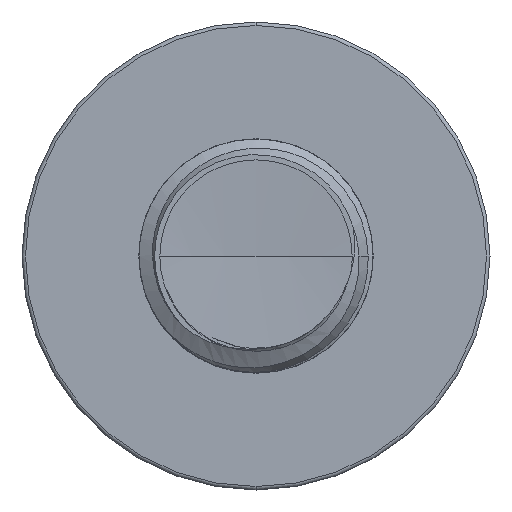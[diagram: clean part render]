
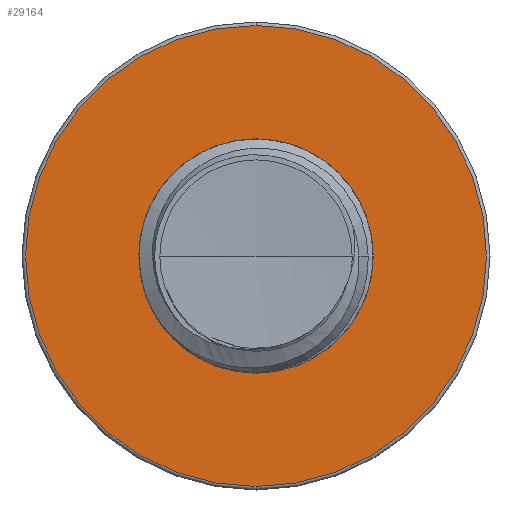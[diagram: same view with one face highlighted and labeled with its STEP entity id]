
A CAD part, front view. The second image highlights one B-rep face of the part: STEP entity #29164.
In plain terms, the highlighted planar face has unit normal (0, -1, 0).
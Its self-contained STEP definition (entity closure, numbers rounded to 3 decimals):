
#82 = DIRECTION ( 'NONE',  ( 0., 0., -1. ) ) ;
#2008 = DIRECTION ( 'NONE',  ( 0., -1., 0. ) ) ;
#3209 = CIRCLE ( 'NONE', #11613, 3.447 ) ;
#3562 = ORIENTED_EDGE ( 'NONE', *, *, #10905, .F. ) ;
#3997 = EDGE_LOOP ( 'NONE', ( #3562, #12225 ) ) ;
#4381 = DIRECTION ( 'NONE',  ( 0., 0., -1. ) ) ;
#4447 = DIRECTION ( 'NONE',  ( 0., -1., 0. ) ) ;
#4451 = CARTESIAN_POINT ( 'NONE',  ( 0., 10., 0. ) ) ;
#4840 = CARTESIAN_POINT ( 'NONE',  ( 0., 10., 3.447 ) ) ;
#4970 = AXIS2_PLACEMENT_3D ( 'NONE', #22793, #22767, #22732 ) ;
#8834 = EDGE_CURVE ( 'NONE', #20657, #25660, #19811, .T. ) ;
#10679 = DIRECTION ( 'NONE',  ( 0., -1., 0. ) ) ;
#10905 = EDGE_CURVE ( 'NONE', #11575, #29961, #23577, .T. ) ;
#11575 = VERTEX_POINT ( 'NONE', #26345 ) ;
#11613 = AXIS2_PLACEMENT_3D ( 'NONE', #29645, #15159, #82 ) ;
#12029 = ORIENTED_EDGE ( 'NONE', *, *, #8834, .T. ) ;
#12065 = CARTESIAN_POINT ( 'NONE',  ( 0., 10., -3.447 ) ) ;
#12225 = ORIENTED_EDGE ( 'NONE', *, *, #19879, .F. ) ;
#12490 = AXIS2_PLACEMENT_3D ( 'NONE', #25426, #10679, #27866 ) ;
#15159 = DIRECTION ( 'NONE',  ( 0., -1., 0. ) ) ;
#16102 = ORIENTED_EDGE ( 'NONE', *, *, #17282, .T. ) ;
#16794 = CARTESIAN_POINT ( 'NONE',  ( 0., 10., 1.754 ) ) ;
#17237 = AXIS2_PLACEMENT_3D ( 'NONE', #4451, #4447, #4381 ) ;
#17282 = EDGE_CURVE ( 'NONE', #25660, #20657, #3209, .T. ) ;
#17376 = AXIS2_PLACEMENT_3D ( 'NONE', #31275, #2008, #19507 ) ;
#18488 = CIRCLE ( 'NONE', #12490, 1.754 ) ;
#19507 = DIRECTION ( 'NONE',  ( 0., 0., -1. ) ) ;
#19811 = CIRCLE ( 'NONE', #4970, 3.447 ) ;
#19879 = EDGE_CURVE ( 'NONE', #29961, #11575, #18488, .T. ) ;
#20657 = VERTEX_POINT ( 'NONE', #4840 ) ;
#22608 = FACE_OUTER_BOUND ( 'NONE', #24303, .T. ) ;
#22732 = DIRECTION ( 'NONE',  ( 0., 0., -1. ) ) ;
#22767 = DIRECTION ( 'NONE',  ( 0., -1., 0. ) ) ;
#22793 = CARTESIAN_POINT ( 'NONE',  ( 0., 10., 0. ) ) ;
#23577 = CIRCLE ( 'NONE', #17237, 1.754 ) ;
#24072 = PLANE ( 'NONE',  #17376 ) ;
#24303 = EDGE_LOOP ( 'NONE', ( #16102, #12029 ) ) ;
#25426 = CARTESIAN_POINT ( 'NONE',  ( 0., 10., 0. ) ) ;
#25660 = VERTEX_POINT ( 'NONE', #12065 ) ;
#26345 = CARTESIAN_POINT ( 'NONE',  ( 0., 10., -1.754 ) ) ;
#27866 = DIRECTION ( 'NONE',  ( 0., 0., -1. ) ) ;
#28958 = FACE_BOUND ( 'NONE', #3997, .T. ) ;
#29164 = ADVANCED_FACE ( 'NONE', ( #22608, #28958 ), #24072, .T. ) ;
#29645 = CARTESIAN_POINT ( 'NONE',  ( 0., 10., 0. ) ) ;
#29961 = VERTEX_POINT ( 'NONE', #16794 ) ;
#31275 = CARTESIAN_POINT ( 'NONE',  ( 0., 10., 1.754 ) ) ;
